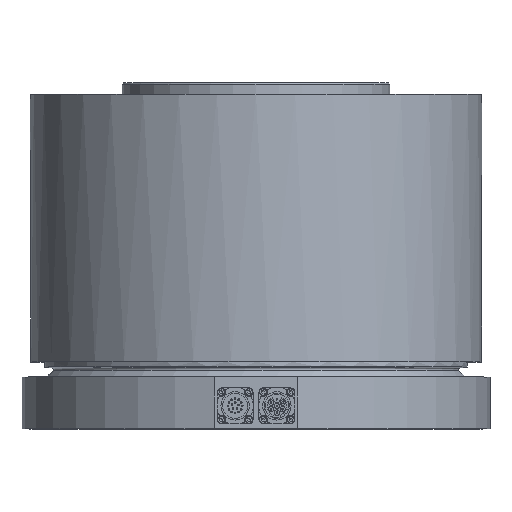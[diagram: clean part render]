
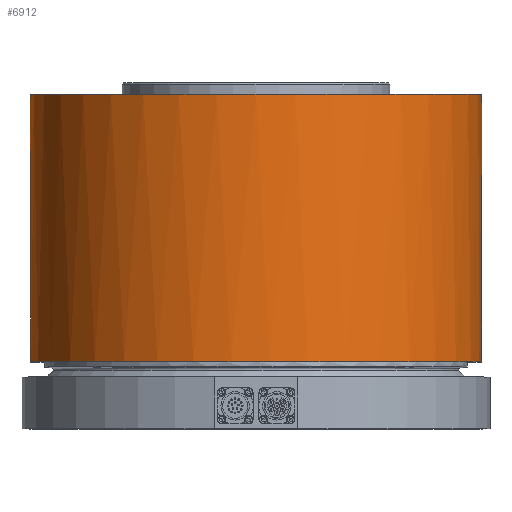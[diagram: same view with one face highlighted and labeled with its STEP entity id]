
A CAD part, top view. The second image highlights one B-rep face of the part: STEP entity #6912.
In plain terms, the highlighted cylindrical face has radius 135 mm (diameter 270 mm), a full revolution.
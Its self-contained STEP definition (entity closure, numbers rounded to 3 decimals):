
#378 = CARTESIAN_POINT ( 'NONE',  ( 0., 40., 0. ) ) ;
#645 = CIRCLE ( 'NONE', #7773, 135. ) ;
#1293 = DIRECTION ( 'NONE',  ( 0., 1., 0. ) ) ;
#1706 = DIRECTION ( 'NONE',  ( -0.966, 0., 0.259 ) ) ;
#1821 = FACE_OUTER_BOUND ( 'NONE', #13158, .T. ) ;
#2013 = AXIS2_PLACEMENT_3D ( 'NONE', #4516, #3240, #11191 ) ;
#2755 = CIRCLE ( 'NONE', #3467, 135. ) ;
#3126 = VERTEX_POINT ( 'NONE', #16017 ) ;
#3240 = DIRECTION ( 'NONE',  ( 0., 1., 0. ) ) ;
#3467 = AXIS2_PLACEMENT_3D ( 'NONE', #9225, #1293, #10550 ) ;
#4516 = CARTESIAN_POINT ( 'NONE',  ( 0., 126.441, 0. ) ) ;
#5170 = CYLINDRICAL_SURFACE ( 'NONE', #2013, 135. ) ;
#6912 = ADVANCED_FACE ( 'NONE', ( #14111, #1821 ), #5170, .T. ) ;
#7185 = EDGE_CURVE ( 'NONE', #3126, #3126, #2755, .T. ) ;
#7322 = VERTEX_POINT ( 'NONE', #16755 ) ;
#7773 = AXIS2_PLACEMENT_3D ( 'NONE', #378, #9644, #1706 ) ;
#9225 = CARTESIAN_POINT ( 'NONE',  ( 0., 200., 0. ) ) ;
#9644 = DIRECTION ( 'NONE',  ( 0., 1., 0. ) ) ;
#10550 = DIRECTION ( 'NONE',  ( 0., 0., -1. ) ) ;
#11191 = DIRECTION ( 'NONE',  ( 0., 0., -1. ) ) ;
#12715 = ORIENTED_EDGE ( 'NONE', *, *, #7185, .F. ) ;
#13158 = EDGE_LOOP ( 'NONE', ( #12715 ) ) ;
#14111 = FACE_OUTER_BOUND ( 'NONE', #16154, .T. ) ;
#16017 = CARTESIAN_POINT ( 'NONE',  ( 0., 200., -135. ) ) ;
#16154 = EDGE_LOOP ( 'NONE', ( #16450 ) ) ;
#16450 = ORIENTED_EDGE ( 'NONE', *, *, #16949, .T. ) ;
#16755 = CARTESIAN_POINT ( 'NONE',  ( -130.4, 40., 34.941 ) ) ;
#16949 = EDGE_CURVE ( 'NONE', #7322, #7322, #645, .T. ) ;
